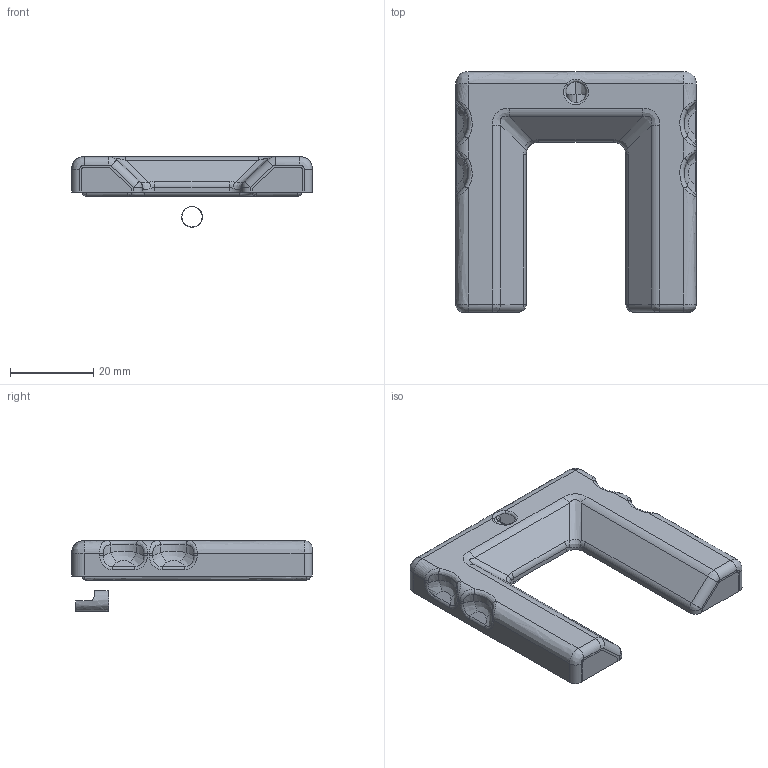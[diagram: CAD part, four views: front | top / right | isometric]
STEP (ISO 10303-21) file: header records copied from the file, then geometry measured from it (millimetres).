
FILE_DESCRIPTION((''),'2;1');
FILE_NAME('','2013-06-19T10:23:16',(''),(''),'','CADfix','');
FILE_SCHEMA(('AUTOMOTIVE_DESIGN { 1 0 10303 214 1 1 1 1 }'));
Length unit declared in the file: millimetre
Bounding box: 58 x 58 x 17 mm (x, y, z)
Volume: 1772.1 mm3; surface area: 10445.6 mm2
Topology: 1 solids, 3 shells, 187 faces, 467 edges, 280 vertices
Faces by surface type: bspline 187
Entity records: 10368 total; most frequent: CARTESIAN_POINT 7781, ORIENTED_EDGE 906, EDGE_CURVE 465, VERTEX_POINT 280, QUASI_UNIFORM_CURVE 209, EDGE_LOOP 187, FACE_OUTER_BOUND 187, ADVANCED_FACE 187
